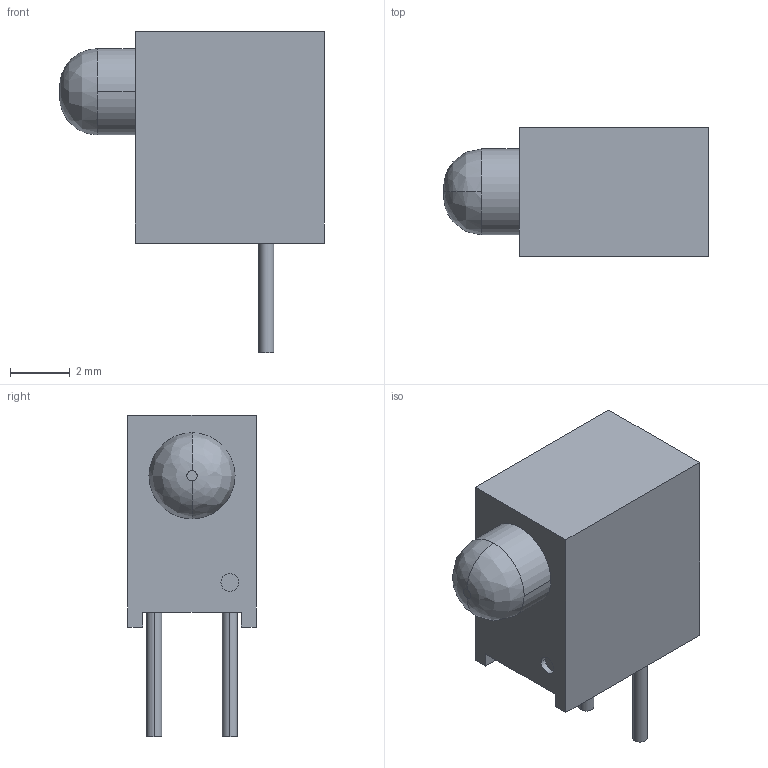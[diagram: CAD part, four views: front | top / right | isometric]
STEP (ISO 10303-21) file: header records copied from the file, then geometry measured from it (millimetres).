
FILE_DESCRIPTION((''),'2;1');
FILE_NAME('LED_DIALIGHT_551-1207.stp','2009-01-13T16:14:13',(''),(''),'Mechanical Desktop 2006','Mechanical Desktop 2006',', , ');
FILE_SCHEMA(('AUTOMOTIVE_DESIGN { 1 2 10303 214 0 1 1 1 }'));
Length unit declared in the file: millimetre
Products named in the file (1): Product
Bounding box: 8.89 x 4.32 x 10.79 mm (x, y, z)
Volume: 200.2 mm3; surface area: 254.4 mm2
Topology: 4 solids, 4 shells, 27 faces, 55 edges, 37 vertices
Faces by surface type: plane 17, cylinder 8, bspline 2
Entity records: 856 total; most frequent: CARTESIAN_POINT 208, DIRECTION 130, ORIENTED_EDGE 110, EDGE_CURVE 55, AXIS2_PLACEMENT_3D 49, VERTEX_POINT 37, VECTOR 32, LINE 32
